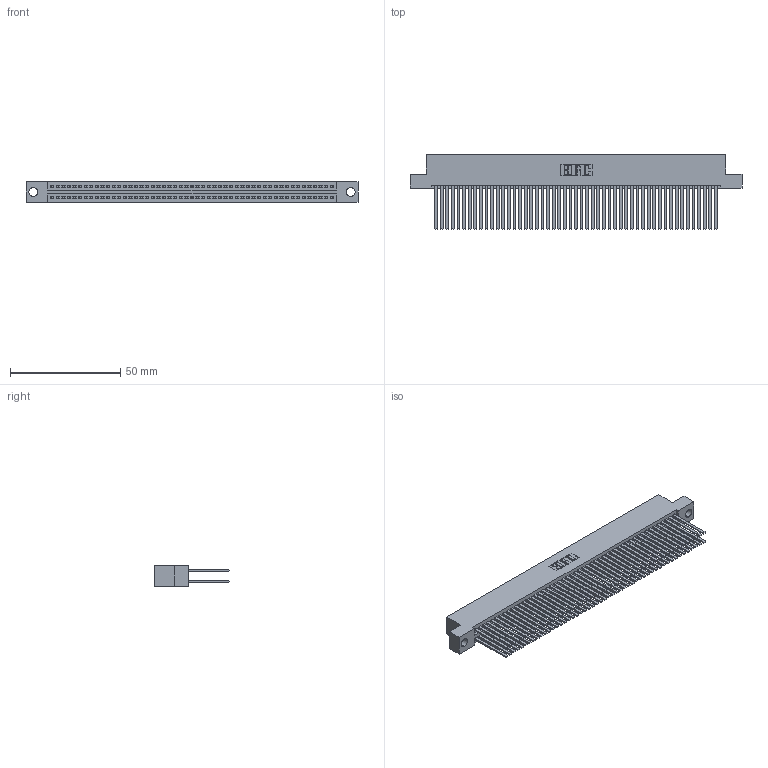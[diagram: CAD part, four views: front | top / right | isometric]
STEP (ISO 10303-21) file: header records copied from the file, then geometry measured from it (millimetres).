
FILE_DESCRIPTION (( 'STEP AP203' ), '1' );
FILE_NAME ('345-102-544-204.STEP', '2021-05-20T19:46:36', ( '' ), ( '' ), 'SwSTEP 2.0', 'SolidWorks 2020', '' );
FILE_SCHEMA (( 'CONFIG_CONTROL_DESIGN' ));
Length unit declared in the file: inch
Products named in the file (3): 345 Part_Flush Mounting Lugs - 0.156 Dia-TI; 345-292-001_345-293-144; 345-102-544-204
Assembly tree (103 placements, depth 2):
  345-102-544-204
    345 Part_Flush Mounting Lugs - 0.156 Dia-TI
    345-292-001_345-293-144  x102
Bounding box: 150.75 x 33.96 x 9.4 mm (x, y, z)
Volume: 16051.4 mm3; surface area: 27943.3 mm2
Topology: 103 solids, 103 shells, 4628 faces, 13739 edges, 9022 vertices
Faces by surface type: plane 3052, cylinder 1576
Entity records: 39039 total; most frequent: CARTESIAN_POINT 6538, ORIENTED_EDGE 6470, DIRECTION 5751, EDGE_CURVE 3235, VECTOR 2903, LINE 2903, VERTEX_POINT 2154, AXIS2_PLACEMENT_3D 1424
